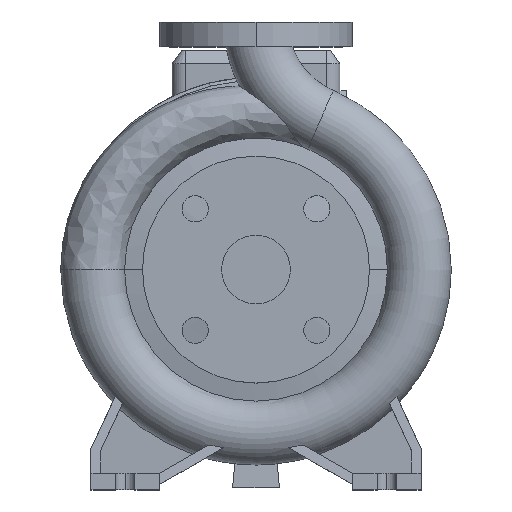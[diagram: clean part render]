
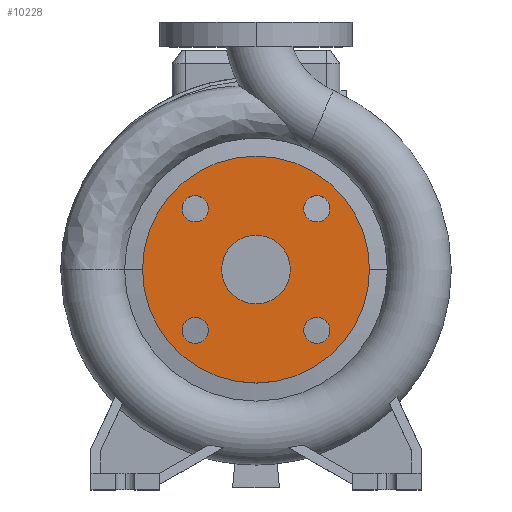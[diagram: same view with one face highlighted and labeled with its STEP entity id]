
A CAD part, top view. The second image highlights one B-rep face of the part: STEP entity #10228.
In plain terms, the highlighted planar face has unit normal (0, 0, 1).
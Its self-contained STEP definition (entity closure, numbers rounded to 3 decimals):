
#32 = CARTESIAN_POINT ( 'NONE',  ( 0., 0., 80. ) ) ;
#107 = DIRECTION ( 'NONE',  ( 0., 0., 1. ) ) ;
#279 = EDGE_LOOP ( 'NONE', ( #1960, #13282 ) ) ;
#358 = CARTESIAN_POINT ( 'NONE',  ( -44.194, -44.194, 80. ) ) ;
#441 = CIRCLE ( 'NONE', #2897, 9.5 ) ;
#731 = CARTESIAN_POINT ( 'NONE',  ( -82.5, 0., 80. ) ) ;
#807 = DIRECTION ( 'NONE',  ( 0., 0., 1. ) ) ;
#955 = DIRECTION ( 'NONE',  ( 0., 0., 1. ) ) ;
#956 = DIRECTION ( 'NONE',  ( 0., 0., 1. ) ) ;
#1069 = DIRECTION ( 'NONE',  ( 1., 0., 0. ) ) ;
#1119 = ORIENTED_EDGE ( 'NONE', *, *, #11031, .F. ) ;
#1181 = AXIS2_PLACEMENT_3D ( 'NONE', #8080, #9936, #12284 ) ;
#1206 = DIRECTION ( 'NONE',  ( 0., 0., 1. ) ) ;
#1226 = DIRECTION ( 'NONE',  ( 0., 0., 1. ) ) ;
#1259 = EDGE_LOOP ( 'NONE', ( #4316, #13183 ) ) ;
#1306 = AXIS2_PLACEMENT_3D ( 'NONE', #11852, #9911, #4544 ) ;
#1307 = DIRECTION ( 'NONE',  ( 0., 0., 1. ) ) ;
#1408 = CIRCLE ( 'NONE', #5391, 9.5 ) ;
#1419 = VERTEX_POINT ( 'NONE', #10195 ) ;
#1424 = AXIS2_PLACEMENT_3D ( 'NONE', #9574, #107, #4337 ) ;
#1960 = ORIENTED_EDGE ( 'NONE', *, *, #2006, .F. ) ;
#2006 = EDGE_CURVE ( 'NONE', #13071, #6443, #12520, .T. ) ;
#2100 = CARTESIAN_POINT ( 'NONE',  ( 0., 0., 80. ) ) ;
#2116 = DIRECTION ( 'NONE',  ( 0., 0., 1. ) ) ;
#2130 = EDGE_LOOP ( 'NONE', ( #7917, #7538 ) ) ;
#2407 = AXIS2_PLACEMENT_3D ( 'NONE', #6393, #7365, #1069 ) ;
#2551 = DIRECTION ( 'NONE',  ( 1., 0., 0. ) ) ;
#2613 = FACE_BOUND ( 'NONE', #1259, .T. ) ;
#2888 = ORIENTED_EDGE ( 'NONE', *, *, #3777, .F. ) ;
#2897 = AXIS2_PLACEMENT_3D ( 'NONE', #3456, #1307, #7658 ) ;
#3032 = VERTEX_POINT ( 'NONE', #7071 ) ;
#3141 = DIRECTION ( 'NONE',  ( 0., 0., 1. ) ) ;
#3208 = CARTESIAN_POINT ( 'NONE',  ( 82.5, 0., 80. ) ) ;
#3237 = CARTESIAN_POINT ( 'NONE',  ( 44.194, 44.194, 80. ) ) ;
#3456 = CARTESIAN_POINT ( 'NONE',  ( -44.194, 44.194, 80. ) ) ;
#3519 = CIRCLE ( 'NONE', #6175, 82.5 ) ;
#3758 = VERTEX_POINT ( 'NONE', #10882 ) ;
#3777 = EDGE_CURVE ( 'NONE', #3032, #8344, #6607, .T. ) ;
#3783 = EDGE_CURVE ( 'NONE', #12296, #3758, #9255, .T. ) ;
#3786 = DIRECTION ( 'NONE',  ( 1., 0., 0. ) ) ;
#3797 = ORIENTED_EDGE ( 'NONE', *, *, #5635, .F. ) ;
#3934 = VERTEX_POINT ( 'NONE', #731 ) ;
#4109 = EDGE_CURVE ( 'NONE', #6358, #3934, #3519, .T. ) ;
#4112 = EDGE_CURVE ( 'NONE', #11996, #10102, #8369, .T. ) ;
#4206 = AXIS2_PLACEMENT_3D ( 'NONE', #13173, #807, #3786 ) ;
#4316 = ORIENTED_EDGE ( 'NONE', *, *, #4112, .F. ) ;
#4337 = DIRECTION ( 'NONE',  ( 1., 0., 0. ) ) ;
#4367 = CARTESIAN_POINT ( 'NONE',  ( 44.194, -44.194, 80. ) ) ;
#4384 = ORIENTED_EDGE ( 'NONE', *, *, #4109, .T. ) ;
#4544 = DIRECTION ( 'NONE',  ( 1., 0., 0. ) ) ;
#4591 = DIRECTION ( 'NONE',  ( 1., 0., 0. ) ) ;
#4639 = EDGE_CURVE ( 'NONE', #10038, #1419, #11907, .T. ) ;
#4750 = CIRCLE ( 'NONE', #1424, 9.5 ) ;
#4968 = CARTESIAN_POINT ( 'NONE',  ( -34.694, -44.194, 80. ) ) ;
#4985 = PLANE ( 'NONE',  #1181 ) ;
#5106 = AXIS2_PLACEMENT_3D ( 'NONE', #2100, #3141, #10579 ) ;
#5197 = EDGE_CURVE ( 'NONE', #1419, #10038, #9279, .T. ) ;
#5391 = AXIS2_PLACEMENT_3D ( 'NONE', #358, #1206, #4591 ) ;
#5465 = CARTESIAN_POINT ( 'NONE',  ( -53.694, -44.194, 80. ) ) ;
#5574 = CARTESIAN_POINT ( 'NONE',  ( -53.694, 44.194, 80. ) ) ;
#5635 = EDGE_CURVE ( 'NONE', #3758, #12296, #441, .T. ) ;
#5954 = EDGE_CURVE ( 'NONE', #3934, #6358, #6643, .T. ) ;
#6175 = AXIS2_PLACEMENT_3D ( 'NONE', #32, #2116, #8326 ) ;
#6184 = AXIS2_PLACEMENT_3D ( 'NONE', #6540, #1226, #6744 ) ;
#6309 = ORIENTED_EDGE ( 'NONE', *, *, #5954, .T. ) ;
#6358 = VERTEX_POINT ( 'NONE', #3208 ) ;
#6393 = CARTESIAN_POINT ( 'NONE',  ( -44.194, -44.194, 80. ) ) ;
#6443 = VERTEX_POINT ( 'NONE', #9416 ) ;
#6540 = CARTESIAN_POINT ( 'NONE',  ( -44.194, 44.194, 80. ) ) ;
#6607 = CIRCLE ( 'NONE', #1306, 9.5 ) ;
#6643 = CIRCLE ( 'NONE', #6878, 82.5 ) ;
#6744 = DIRECTION ( 'NONE',  ( 1., 0., 0. ) ) ;
#6878 = AXIS2_PLACEMENT_3D ( 'NONE', #8283, #956, #10222 ) ;
#6979 = FACE_BOUND ( 'NONE', #7798, .T. ) ;
#7071 = CARTESIAN_POINT ( 'NONE',  ( 34.694, 44.194, 80. ) ) ;
#7365 = DIRECTION ( 'NONE',  ( 0., 0., 1. ) ) ;
#7538 = ORIENTED_EDGE ( 'NONE', *, *, #4639, .F. ) ;
#7658 = DIRECTION ( 'NONE',  ( 1., 0., 0. ) ) ;
#7798 = EDGE_LOOP ( 'NONE', ( #3797, #10329 ) ) ;
#7879 = AXIS2_PLACEMENT_3D ( 'NONE', #4367, #8567, #2551 ) ;
#7917 = ORIENTED_EDGE ( 'NONE', *, *, #5197, .F. ) ;
#7925 = EDGE_LOOP ( 'NONE', ( #4384, #6309 ) ) ;
#8080 = CARTESIAN_POINT ( 'NONE',  ( 0., 82.5, 80. ) ) ;
#8206 = CARTESIAN_POINT ( 'NONE',  ( 53.694, -44.194, 80. ) ) ;
#8283 = CARTESIAN_POINT ( 'NONE',  ( 0., 0., 80. ) ) ;
#8326 = DIRECTION ( 'NONE',  ( 1., 0., 0. ) ) ;
#8344 = VERTEX_POINT ( 'NONE', #11289 ) ;
#8345 = DIRECTION ( 'NONE',  ( 1., 0., 0. ) ) ;
#8369 = CIRCLE ( 'NONE', #2407, 9.5 ) ;
#8567 = DIRECTION ( 'NONE',  ( 0., 0., 1. ) ) ;
#9255 = CIRCLE ( 'NONE', #6184, 9.5 ) ;
#9279 = CIRCLE ( 'NONE', #5106, 25. ) ;
#9416 = CARTESIAN_POINT ( 'NONE',  ( 34.694, -44.194, 80. ) ) ;
#9574 = CARTESIAN_POINT ( 'NONE',  ( 44.194, -44.194, 80. ) ) ;
#9911 = DIRECTION ( 'NONE',  ( 0., 0., 1. ) ) ;
#9936 = DIRECTION ( 'NONE',  ( 0., 0., -1. ) ) ;
#10038 = VERTEX_POINT ( 'NONE', #12853 ) ;
#10079 = FACE_OUTER_BOUND ( 'NONE', #7925, .T. ) ;
#10102 = VERTEX_POINT ( 'NONE', #5465 ) ;
#10195 = CARTESIAN_POINT ( 'NONE',  ( 25., 0., 80. ) ) ;
#10222 = DIRECTION ( 'NONE',  ( 1., 0., 0. ) ) ;
#10228 = ADVANCED_FACE ( 'NONE', ( #6979, #13403, #12144, #10079, #2613, #11182 ), #4985, .F. ) ;
#10248 = CIRCLE ( 'NONE', #11786, 9.5 ) ;
#10329 = ORIENTED_EDGE ( 'NONE', *, *, #3783, .F. ) ;
#10579 = DIRECTION ( 'NONE',  ( 1., 0., 0. ) ) ;
#10767 = EDGE_CURVE ( 'NONE', #10102, #11996, #1408, .T. ) ;
#10882 = CARTESIAN_POINT ( 'NONE',  ( -34.694, 44.194, 80. ) ) ;
#11031 = EDGE_CURVE ( 'NONE', #8344, #3032, #10248, .T. ) ;
#11182 = FACE_BOUND ( 'NONE', #279, .T. ) ;
#11289 = CARTESIAN_POINT ( 'NONE',  ( 53.694, 44.194, 80. ) ) ;
#11645 = EDGE_LOOP ( 'NONE', ( #1119, #2888 ) ) ;
#11786 = AXIS2_PLACEMENT_3D ( 'NONE', #3237, #955, #8345 ) ;
#11852 = CARTESIAN_POINT ( 'NONE',  ( 44.194, 44.194, 80. ) ) ;
#11907 = CIRCLE ( 'NONE', #4206, 25. ) ;
#11996 = VERTEX_POINT ( 'NONE', #4968 ) ;
#12144 = FACE_BOUND ( 'NONE', #2130, .T. ) ;
#12284 = DIRECTION ( 'NONE',  ( -1., 0., 0. ) ) ;
#12296 = VERTEX_POINT ( 'NONE', #5574 ) ;
#12520 = CIRCLE ( 'NONE', #7879, 9.5 ) ;
#12853 = CARTESIAN_POINT ( 'NONE',  ( -25., 0., 80. ) ) ;
#13071 = VERTEX_POINT ( 'NONE', #8206 ) ;
#13173 = CARTESIAN_POINT ( 'NONE',  ( 0., 0., 80. ) ) ;
#13183 = ORIENTED_EDGE ( 'NONE', *, *, #10767, .F. ) ;
#13255 = EDGE_CURVE ( 'NONE', #6443, #13071, #4750, .T. ) ;
#13282 = ORIENTED_EDGE ( 'NONE', *, *, #13255, .F. ) ;
#13403 = FACE_BOUND ( 'NONE', #11645, .T. ) ;
